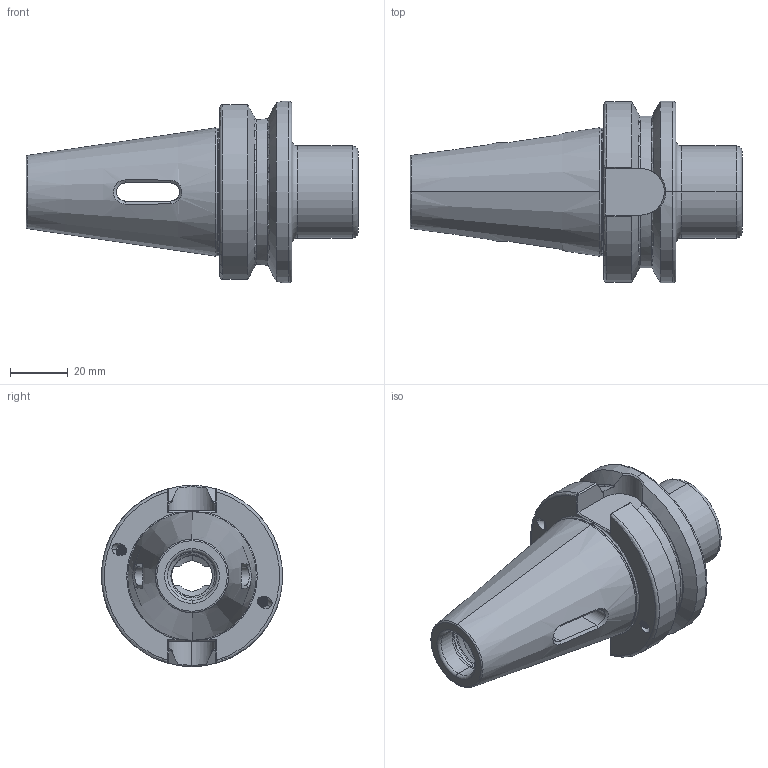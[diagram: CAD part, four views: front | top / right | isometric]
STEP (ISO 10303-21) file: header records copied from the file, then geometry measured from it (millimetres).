
FILE_DESCRIPTION (( 'STEP AP203' ), '1' );
FILE_NAME ('406.07.02.STEP', '2016-08-01T05:12:10', ( '' ), ( '' ), 'SwSTEP 2.0', 'SolidWorks 2012', '' );
FILE_SCHEMA (( 'CONFIG_CONTROL_DESIGN' ));
Length unit declared in the file: millimetre
Products named in the file (1): 406.07.02
Bounding box: 115.4 x 63 x 63 mm (x, y, z)
Volume: 125724.1 mm3; surface area: 28221.6 mm2
Topology: 1 solids, 1 shells, 199 faces, 535 edges, 336 vertices
Faces by surface type: cylinder 84, plane 39, torus 29, cone 25, bspline 22
Entity records: 13558 total; most frequent: CARTESIAN_POINT 9022, ORIENTED_EDGE 1070, DIRECTION 800, EDGE_CURVE 535, VERTEX_POINT 336, AXIS2_PLACEMENT_3D 317, EDGE_LOOP 207, FACE_OUTER_BOUND 199
